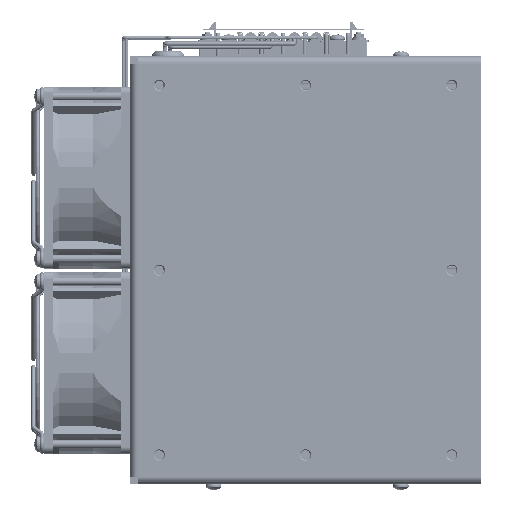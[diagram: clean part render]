
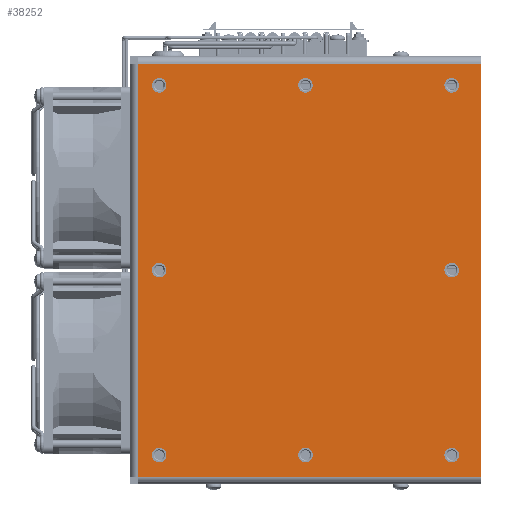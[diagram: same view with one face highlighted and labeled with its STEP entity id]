
A CAD part, top view. The second image highlights one B-rep face of the part: STEP entity #38252.
In plain terms, the highlighted face is planar.
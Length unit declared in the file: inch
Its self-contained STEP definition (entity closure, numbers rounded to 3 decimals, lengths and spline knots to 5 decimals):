
#4905=VECTOR('',#45004,1.);
#4914=VECTOR('',#45026,1.);
#4918=VECTOR('',#45039,1.);
#4920=VECTOR('',#45044,1.);
#8215=LINE('',#53528,#4905);
#8224=LINE('',#53550,#4914);
#8228=LINE('',#53562,#4918);
#8230=LINE('',#53567,#4920);
#10789=PLANE('',#40587);
#12493=VERTEX_POINT('',#53333);
#12495=VERTEX_POINT('',#53338);
#12497=VERTEX_POINT('',#53343);
#12499=VERTEX_POINT('',#53348);
#12501=VERTEX_POINT('',#53353);
#12503=VERTEX_POINT('',#53358);
#12505=VERTEX_POINT('',#53363);
#12507=VERTEX_POINT('',#53368);
#12554=VERTEX_POINT('',#53484);
#12563=VERTEX_POINT('',#53521);
#12570=VERTEX_POINT('',#53551);
#12573=VERTEX_POINT('',#53563);
#15253=CIRCLE('',#40497,0.126);
#15255=CIRCLE('',#40500,0.126);
#15257=CIRCLE('',#40503,0.126);
#15259=CIRCLE('',#40506,0.126);
#15261=CIRCLE('',#40509,0.126);
#15263=CIRCLE('',#40512,0.126);
#15265=CIRCLE('',#40515,0.126);
#15267=CIRCLE('',#40518,0.126);
#17472=EDGE_CURVE('',#12493,#12493,#15253,.T.);
#17474=EDGE_CURVE('',#12495,#12495,#15255,.T.);
#17476=EDGE_CURVE('',#12497,#12497,#15257,.T.);
#17478=EDGE_CURVE('',#12499,#12499,#15259,.T.);
#17480=EDGE_CURVE('',#12501,#12501,#15261,.T.);
#17482=EDGE_CURVE('',#12503,#12503,#15263,.T.);
#17484=EDGE_CURVE('',#12505,#12505,#15265,.T.);
#17486=EDGE_CURVE('',#12507,#12507,#15267,.T.);
#17563=EDGE_CURVE('',#12554,#12563,#8215,.T.);
#17575=EDGE_CURVE('',#12570,#12554,#8224,.T.);
#17581=EDGE_CURVE('',#12563,#12573,#8228,.T.);
#17584=EDGE_CURVE('',#12573,#12570,#8230,.T.);
#24479=ORIENTED_EDGE('',*,*,#17472,.T.);
#24480=ORIENTED_EDGE('',*,*,#17474,.T.);
#24481=ORIENTED_EDGE('',*,*,#17476,.T.);
#24482=ORIENTED_EDGE('',*,*,#17478,.T.);
#24483=ORIENTED_EDGE('',*,*,#17480,.T.);
#24484=ORIENTED_EDGE('',*,*,#17482,.T.);
#24485=ORIENTED_EDGE('',*,*,#17484,.T.);
#24486=ORIENTED_EDGE('',*,*,#17486,.T.);
#24487=ORIENTED_EDGE('',*,*,#17584,.F.);
#24488=ORIENTED_EDGE('',*,*,#17581,.F.);
#24489=ORIENTED_EDGE('',*,*,#17563,.F.);
#24490=ORIENTED_EDGE('',*,*,#17575,.F.);
#33051=EDGE_LOOP('',(#24479));
#33052=EDGE_LOOP('',(#24480));
#33053=EDGE_LOOP('',(#24481));
#33054=EDGE_LOOP('',(#24482));
#33055=EDGE_LOOP('',(#24483));
#33056=EDGE_LOOP('',(#24484));
#33057=EDGE_LOOP('',(#24485));
#33058=EDGE_LOOP('',(#24486));
#33059=EDGE_LOOP('',(#24487,#24488,#24489,#24490));
#35796=FACE_BOUND('',#33051,.T.);
#35797=FACE_BOUND('',#33052,.T.);
#35798=FACE_BOUND('',#33053,.T.);
#35799=FACE_BOUND('',#33054,.T.);
#35800=FACE_BOUND('',#33055,.T.);
#35801=FACE_BOUND('',#33056,.T.);
#35802=FACE_BOUND('',#33057,.T.);
#35803=FACE_BOUND('',#33058,.T.);
#35804=FACE_BOUND('',#33059,.T.);
#38252=ADVANCED_FACE('',(#35796,#35797,#35798,#35799,#35800,#35801,#35802,
#35803,#35804),#10789,.F.);
#40497=AXIS2_PLACEMENT_3D('',#53332,#44825,#44826);
#40500=AXIS2_PLACEMENT_3D('',#53337,#44831,#44832);
#40503=AXIS2_PLACEMENT_3D('',#53342,#44837,#44838);
#40506=AXIS2_PLACEMENT_3D('',#53347,#44843,#44844);
#40509=AXIS2_PLACEMENT_3D('',#53352,#44849,#44850);
#40512=AXIS2_PLACEMENT_3D('',#53357,#44855,#44856);
#40515=AXIS2_PLACEMENT_3D('',#53362,#44861,#44862);
#40518=AXIS2_PLACEMENT_3D('',#53367,#44867,#44868);
#40587=AXIS2_PLACEMENT_3D('',#53569,#45046,$);
#44825=DIRECTION('',(0.,0.,1.));
#44826=DIRECTION('',(0.126,0.,0.));
#44831=DIRECTION('',(0.,0.,1.));
#44832=DIRECTION('',(0.126,0.,0.));
#44837=DIRECTION('',(0.,0.,1.));
#44838=DIRECTION('',(0.126,0.,0.));
#44843=DIRECTION('',(0.,0.,1.));
#44844=DIRECTION('',(0.126,0.,0.));
#44849=DIRECTION('',(0.,0.,1.));
#44850=DIRECTION('',(0.126,0.,0.));
#44855=DIRECTION('',(0.,0.,1.));
#44856=DIRECTION('',(0.126,0.,0.));
#44861=DIRECTION('',(0.,0.,1.));
#44862=DIRECTION('',(0.126,0.,0.));
#44867=DIRECTION('',(0.,0.,1.));
#44868=DIRECTION('',(0.126,0.,0.));
#45004=DIRECTION('',(0.,1.,0.));
#45026=DIRECTION('',(1.,0.,0.));
#45039=DIRECTION('',(-1.,0.,0.));
#45044=DIRECTION('',(0.,-1.,0.));
#45046=DIRECTION('',(0.,0.,1.));
#53332=CARTESIAN_POINT('',(-2.4685,-3.2,0.));
#53333=CARTESIAN_POINT('',(-2.3425,-3.2,0.));
#53337=CARTESIAN_POINT('',(-2.4685,0.,0.));
#53338=CARTESIAN_POINT('',(-2.3425,0.,0.));
#53342=CARTESIAN_POINT('',(-2.4685,3.2,0.));
#53343=CARTESIAN_POINT('',(-2.3425,3.2,0.));
#53347=CARTESIAN_POINT('',(0.0635,-3.2,0.));
#53348=CARTESIAN_POINT('',(0.1895,-3.2,0.));
#53352=CARTESIAN_POINT('',(0.0635,3.2,0.));
#53353=CARTESIAN_POINT('',(0.1895,3.2,0.));
#53357=CARTESIAN_POINT('',(2.5945,-3.2,0.));
#53358=CARTESIAN_POINT('',(2.7205,-3.2,0.));
#53362=CARTESIAN_POINT('',(2.5945,0.,0.));
#53363=CARTESIAN_POINT('',(2.7205,0.,0.));
#53367=CARTESIAN_POINT('',(2.5945,3.2,0.));
#53368=CARTESIAN_POINT('',(2.7205,3.2,0.));
#53484=CARTESIAN_POINT('',(2.9685,-3.577,0.));
#53521=CARTESIAN_POINT('',(2.9685,3.577,0.));
#53528=CARTESIAN_POINT('',(2.9685,-3.577,0.));
#53550=CARTESIAN_POINT('',(-2.9685,-3.577,0.));
#53551=CARTESIAN_POINT('',(-2.9685,-3.577,0.));
#53562=CARTESIAN_POINT('',(2.9685,3.577,0.));
#53563=CARTESIAN_POINT('',(-2.9685,3.577,0.));
#53567=CARTESIAN_POINT('',(-2.9685,3.577,0.));
#53569=CARTESIAN_POINT('',(0.,0.,0.));
